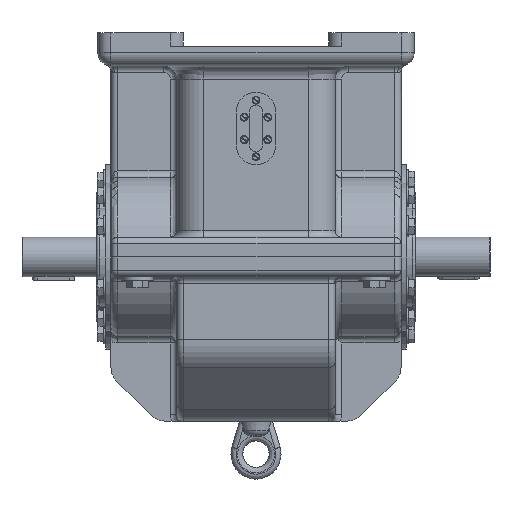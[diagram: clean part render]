
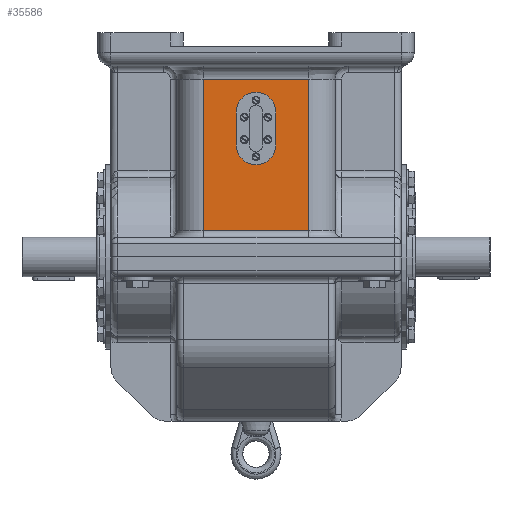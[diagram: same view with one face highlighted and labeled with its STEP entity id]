
A CAD part, left-side view. The second image highlights one B-rep face of the part: STEP entity #35586.
In plain terms, the highlighted planar face has unit normal (-1, 0, 0).
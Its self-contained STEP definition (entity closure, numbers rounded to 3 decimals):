
#5791=CARTESIAN_POINT('',(7.767,98.495,-35.));
#5792=VERTEX_POINT('',#5791);
#5799=CARTESIAN_POINT('',(7.767,128.495,-35.0));
#5800=VERTEX_POINT('',#5799);
#5801=CARTESIAN_POINT('',(7.767,113.495,-35.));
#5802=DIRECTION('',(1.0,0.0,0.0));
#5803=DIRECTION('',(0.0,1.0,0.0));
#5804=AXIS2_PLACEMENT_3D('',#5801,#5802,#5803);
#5805=CIRCLE('',#5804,15.0);
#5806=EDGE_CURVE('',#5800,#5792,#5805,.T.);
#5831=CARTESIAN_POINT('',(7.767,128.495,-60.0));
#5832=VERTEX_POINT('',#5831);
#5833=CARTESIAN_POINT('',(7.767,128.495,-60.0));
#5834=DIRECTION('',(0.0,0.0,1.0));
#5835=VECTOR('',#5834,25.0);
#5836=LINE('',#5833,#5835);
#5837=EDGE_CURVE('',#5832,#5800,#5836,.T.);
#5863=CARTESIAN_POINT('',(7.767,98.495,-60.));
#5864=VERTEX_POINT('',#5863);
#5865=CARTESIAN_POINT('',(7.767,113.495,-60.));
#5866=DIRECTION('',(1.0,0.0,0.0));
#5867=DIRECTION('',(0.0,-1.0,0.0));
#5868=AXIS2_PLACEMENT_3D('',#5865,#5866,#5867);
#5869=CIRCLE('',#5868,15.);
#5870=EDGE_CURVE('',#5864,#5832,#5869,.T.);
#5893=CARTESIAN_POINT('',(7.767,98.495,-35.));
#5894=DIRECTION('',(0.0,0.0,-1.0));
#5895=VECTOR('',#5894,25.);
#5896=LINE('',#5893,#5895);
#5897=EDGE_CURVE('',#5792,#5864,#5896,.T.);
#28070=CARTESIAN_POINT('',(7.767,153.495,-125.0));
#28071=VERTEX_POINT('',#28070);
#28104=CARTESIAN_POINT('',(7.767,73.495,-125.0));
#28105=VERTEX_POINT('',#28104);
#28113=CARTESIAN_POINT('',(7.767,73.495,-125.0));
#28114=DIRECTION('',(0.0,1.0,0.0));
#28115=VECTOR('',#28114,80.);
#28116=LINE('',#28113,#28115);
#28117=EDGE_CURVE('',#28105,#28071,#28116,.T.);
#35315=CARTESIAN_POINT('',(7.767,73.495,-10.0));
#35316=VERTEX_POINT('',#35315);
#35401=CARTESIAN_POINT('',(7.767,153.495,-10.0));
#35402=VERTEX_POINT('',#35401);
#35410=CARTESIAN_POINT('',(7.767,153.495,-10.0));
#35411=DIRECTION('',(0.0,-1.0,0.0));
#35412=VECTOR('',#35411,80.);
#35413=LINE('',#35410,#35412);
#35414=EDGE_CURVE('',#35402,#35316,#35413,.T.);
#35553=CARTESIAN_POINT('',(7.767,153.495,-125.0));
#35554=DIRECTION('',(0.0,0.0,1.0));
#35555=VECTOR('',#35554,115.0);
#35556=LINE('',#35553,#35555);
#35557=EDGE_CURVE('',#28071,#35402,#35556,.T.);
#35564=CARTESIAN_POINT('',(7.767,173.495,0.0));
#35565=DIRECTION('',(-1.0,0.0,0.0));
#35566=DIRECTION('',(0.0,0.0,1.0));
#35567=AXIS2_PLACEMENT_3D('',#35564,#35565,#35566);
#35568=PLANE('',#35567);
#35569=ORIENTED_EDGE('',*,*,#28117,.F.);
#35570=CARTESIAN_POINT('',(7.767,73.495,-10.0));
#35571=DIRECTION('',(0.0,0.0,-1.0));
#35572=VECTOR('',#35571,115.0);
#35573=LINE('',#35570,#35572);
#35574=EDGE_CURVE('',#35316,#28105,#35573,.T.);
#35575=ORIENTED_EDGE('',*,*,#35574,.F.);
#35576=ORIENTED_EDGE('',*,*,#35414,.F.);
#35577=ORIENTED_EDGE('',*,*,#35557,.F.);
#35578=EDGE_LOOP('',(#35569,#35575,#35576,#35577));
#35579=FACE_OUTER_BOUND('',#35578,.T.);
#35580=ORIENTED_EDGE('',*,*,#5806,.T.);
#35581=ORIENTED_EDGE('',*,*,#5897,.T.);
#35582=ORIENTED_EDGE('',*,*,#5870,.T.);
#35583=ORIENTED_EDGE('',*,*,#5837,.T.);
#35584=EDGE_LOOP('',(#35580,#35581,#35582,#35583));
#35585=FACE_BOUND('',#35584,.T.);
#35586=ADVANCED_FACE('',(#35579,#35585),#35568,.T.);
